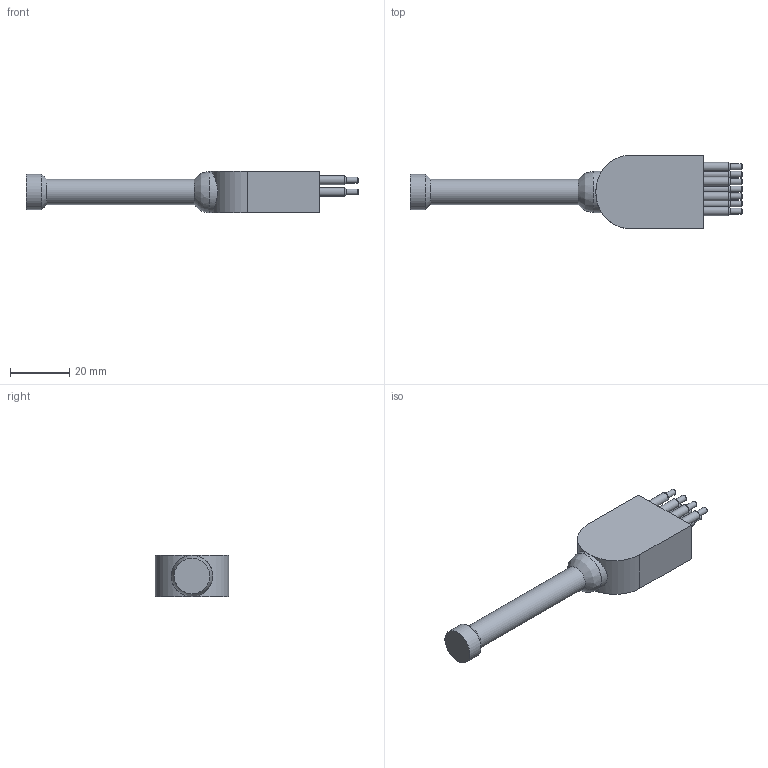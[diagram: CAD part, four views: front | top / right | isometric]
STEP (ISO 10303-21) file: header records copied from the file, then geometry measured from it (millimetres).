
FILE_DESCRIPTION(/* description */ (''),/* implementation_level */ '2;1');
FILE_NAME(/* name */ 'MCLPDC7M.stp',/* time_stamp */ '2014-11-27T08:54:38+01:00',/* author */ ('sh'),/* organization */ (''),/* preprocessor_version */ 'ST-DEVELOPER v15.2',/* originating_system */ 'Autodesk Inventor 2014',/* authorisation */ '');
FILE_SCHEMA (('AUTOMOTIVE_DESIGN { 1 0 10303 214 3 1 1 }'));
Length unit declared in the file: millimetre
Products named in the file (1): MCLPDC7M
Bounding box: 112.5 x 25 x 14 mm (x, y, z)
Volume: 16840 mm3; surface area: 5901.5 mm2
Topology: 1 solids, 1 shells, 179 faces, 454 edges, 294 vertices
Faces by surface type: plane 81, bspline 64, cylinder 19, cone 15
Full cylindrical faces by diameter (mm): 2 x7, 3 x7, 8.5 x1, 12 x1, 14 x1
Entity records: 5747 total; most frequent: CARTESIAN_POINT 1775, ORIENTED_EDGE 842, DIRECTION 573, EDGE_CURVE 421, VERTEX_POINT 293, LINE 243, VECTOR 243, EDGE_LOOP 228
